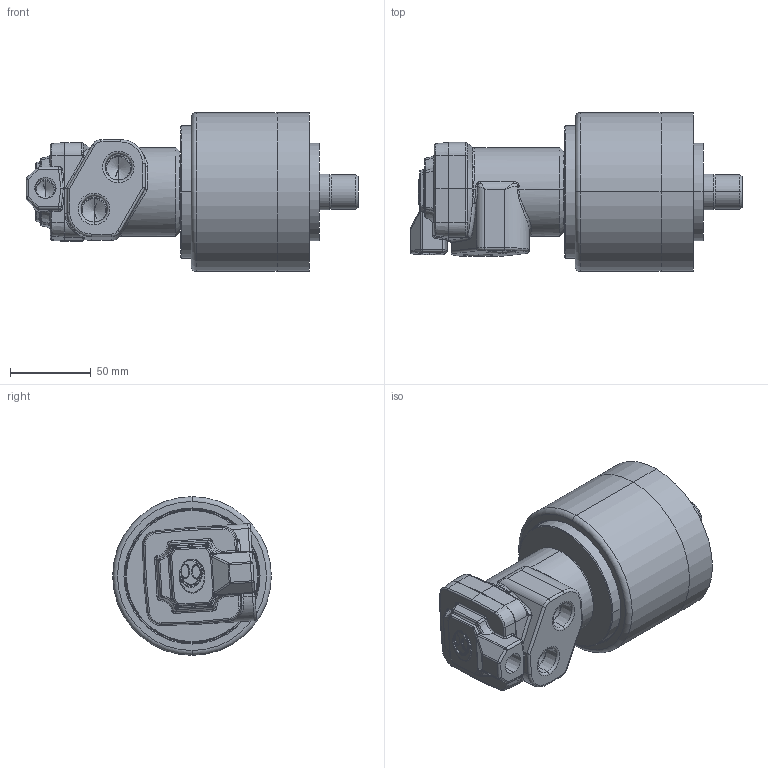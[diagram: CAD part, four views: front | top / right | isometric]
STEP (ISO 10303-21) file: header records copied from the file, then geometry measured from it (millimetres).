
FILE_DESCRIPTION (( 'STEP AP203' ), '1' );
FILE_NAME ('RH-65²Õ¦X¥ó.STEP', '2011-03-15T03:31:25', ( 'user' ), ( '' ), 'SwSTEP 2.0', 'SolidWorks 2010', '' );
FILE_SCHEMA (( 'CONFIG_CONTROL_DESIGN' ));
Length unit declared in the file: metre
Products named in the file (8): RH-65組合件; RH-65缸體; RH-65活塞; RH-65缸蓋; RH-100閥軸組; RH-100閥體; RH-100閥軸; RH-100閥蓋
Assembly tree (7 placements, depth 3):
  RH-65組合件
    RH-100閥軸組
      RH-100閥體
      RH-100閥軸
      RH-100閥蓋
    RH-65缸蓋
    RH-65缸體
    RH-65活塞
Bounding box: 205 x 98 x 98 mm (x, y, z)
Volume: 809393.3 mm3; surface area: 139972.3 mm2
Topology: 6 solids, 6 shells, 456 faces, 1053 edges, 608 vertices
Faces by surface type: cylinder 150, bspline 123, plane 93, cone 58, torus 23, sphere 9
Entity records: 29921 total; most frequent: CARTESIAN_POINT 19707, ORIENTED_EDGE 2042, DIRECTION 1798, EDGE_CURVE 1021, AXIS2_PLACEMENT_3D 730, VERTEX_POINT 608, EDGE_LOOP 493, FACE_OUTER_BOUND 456
